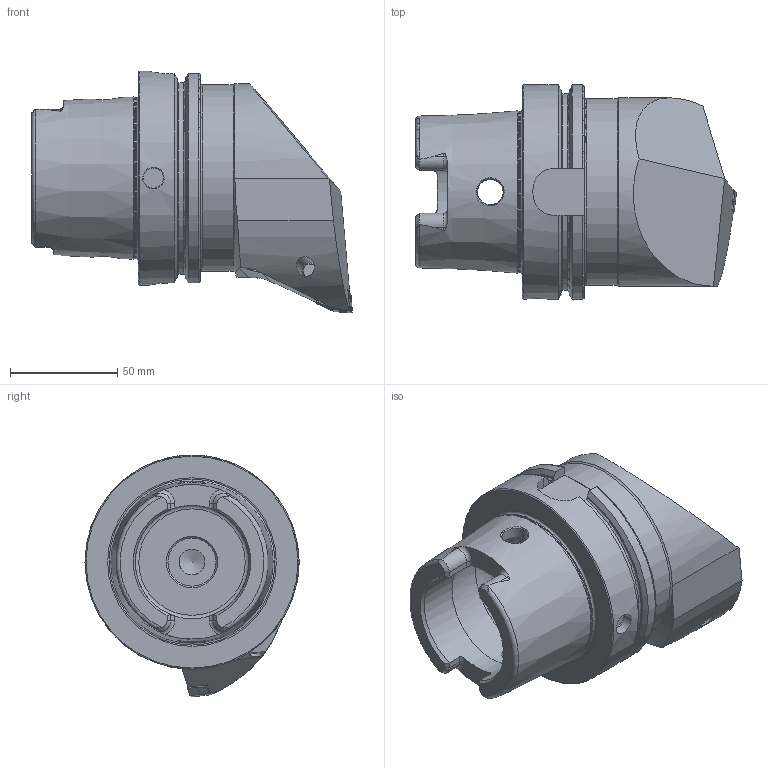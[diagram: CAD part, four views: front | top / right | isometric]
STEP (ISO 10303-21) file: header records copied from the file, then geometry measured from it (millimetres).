
FILE_DESCRIPTION (( 'STEP AP214' ), '1' );
FILE_NAME ('HA0.PWE.RLA.100-HP.STEP', '2020-11-23T10:42:01', ( '' ), ( '' ), 'SwSTEP 2.0', 'SolidWorks 2017', '' );
FILE_SCHEMA (( 'AUTOMOTIVE_DESIGN' ));
Length unit declared in the file: millimetre
Products named in the file (14): DIN 3771 - 13x1; CHP-ER1.015.006_A; ISO 8752 2x8; WCD-ER4.101.017_A; DIN 7991 - M5x15; HA0.PWE.RLA.100-HP; HA0-PWE.RLA.100-HP_A_Fertigbearbeitung; WWE-ER2.101.004_A; CHP-ER1.008.014_A; WCD-ER1.101.000; WNMG080404; CHP-ER1.015.006; KVT_MB_600_060; WDF-ER3.101.000_A
Assembly tree (13 placements, depth 3):
  HA0.PWE.RLA.100-HP
    HA0-PWE.RLA.100-HP_A_Fertigbearbeitung
    KVT_MB_600_060
    CHP-ER1.015.006
      CHP-ER1.015.006_A
      DIN 3771 - 13x1
      DIN 7991 - M5x15
    ISO 8752 2x8
    CHP-ER1.008.014_A
    WWE-ER2.101.004_A
    WNMG080404
    WDF-ER3.101.000_A
    WCD-ER4.101.017_A
    WCD-ER1.101.000
Bounding box: 149.9 x 100 x 113 mm (x, y, z)
Volume: 569184.9 mm3; surface area: 75411.9 mm2
Topology: 13 solids, 13 shells, 395 faces, 976 edges, 605 vertices
Faces by surface type: plane 166, cylinder 91, cone 81, torus 36, bspline 20, sphere 1
Full cylindrical faces by diameter (mm): 2 x1, 2.5 x1, 3 x1, 3.55 x1, 4.2 x2, 4.7 x1, 5 x5, 5.16 x1, 5.2 x1, 5.5 x1, 6 x3, 6.4 x1, 6.7 x1, 7 x2, 7.8 x1, 7.9 x2, 8 x2, 8.4 x1, 10 x2, 12 x3, 13.4 x1, 15 x4, 22.5 x1, 26 x1, 53 x2, 63 x1, 75.265 x1, 87 x1, 100 x1
Entity records: 14915 total; most frequent: CARTESIAN_POINT 4854, DIRECTION 1675, ORIENTED_EDGE 1648, EDGE_CURVE 824, AXIS2_PLACEMENT_3D 666, VERTEX_POINT 570, EDGE_LOOP 532, FACE_OUTER_BOUND 456
